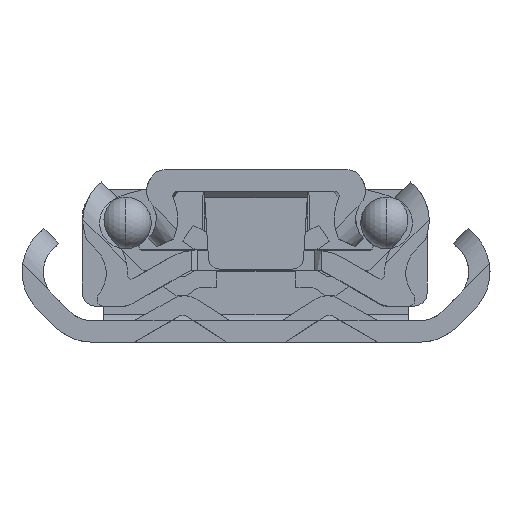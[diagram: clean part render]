
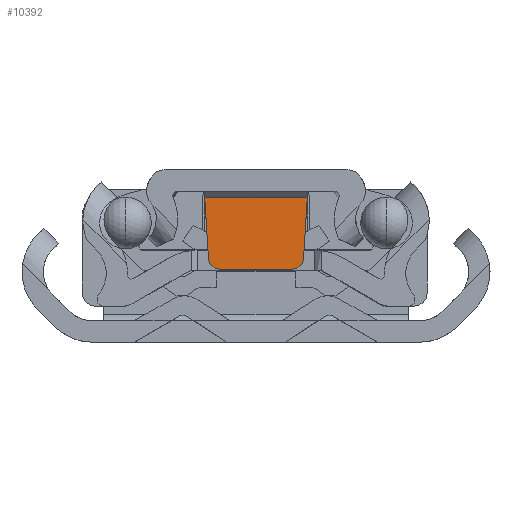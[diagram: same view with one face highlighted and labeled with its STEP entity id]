
A CAD part, left-side view. The second image highlights one B-rep face of the part: STEP entity #10392.
In plain terms, the highlighted planar face has unit normal (-1, 0, 0).
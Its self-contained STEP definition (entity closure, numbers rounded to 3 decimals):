
#117 = DIRECTION ( 'NONE',  ( 0., 1., 0. ) ) ;
#277 = ORIENTED_EDGE ( 'NONE', *, *, #9886, .F. ) ;
#375 = VERTEX_POINT ( 'NONE', #5896 ) ;
#977 = DIRECTION ( 'NONE',  ( 1., 0., 0. ) ) ;
#1077 = EDGE_CURVE ( 'NONE', #12448, #10858, #2291, .T. ) ;
#1195 = VERTEX_POINT ( 'NONE', #3760 ) ;
#1401 = DIRECTION ( 'NONE',  ( 1., 0., 0. ) ) ;
#2134 = LINE ( 'NONE', #13538, #13379 ) ;
#2221 = CARTESIAN_POINT ( 'NONE',  ( 4.4, -3.87, 10.9 ) ) ;
#2291 = LINE ( 'NONE', #8181, #6890 ) ;
#2437 = CIRCLE ( 'NONE', #2678, 0.8 ) ;
#2450 = AXIS2_PLACEMENT_3D ( 'NONE', #14482, #977, #6726 ) ;
#2458 = CARTESIAN_POINT ( 'NONE',  ( 4.4, 2.781, 6.3 ) ) ;
#2678 = AXIS2_PLACEMENT_3D ( 'NONE', #12265, #12192, #13152 ) ;
#2706 = VERTEX_POINT ( 'NONE', #8086 ) ;
#3067 = PLANE ( 'NONE',  #2450 ) ;
#3713 = EDGE_CURVE ( 'NONE', #4867, #1195, #2134, .T. ) ;
#3760 = CARTESIAN_POINT ( 'NONE',  ( 4.4, 3.87, 10.9 ) ) ;
#3897 = LINE ( 'NONE', #9231, #9788 ) ;
#4106 = FACE_OUTER_BOUND ( 'NONE', #4374, .T. ) ;
#4217 = DIRECTION ( 'NONE',  ( 0., 1., 0. ) ) ;
#4374 = EDGE_LOOP ( 'NONE', ( #6410, #10764, #6871, #10380, #6321, #277 ) ) ;
#4867 = VERTEX_POINT ( 'NONE', #2221 ) ;
#5896 = CARTESIAN_POINT ( 'NONE',  ( 4.4, 3.579, 6.25 ) ) ;
#6321 = ORIENTED_EDGE ( 'NONE', *, *, #1077, .F. ) ;
#6410 = ORIENTED_EDGE ( 'NONE', *, *, #7093, .T. ) ;
#6726 = DIRECTION ( 'NONE',  ( 0., 0., -1. ) ) ;
#6813 = EDGE_CURVE ( 'NONE', #375, #1195, #3897, .T. ) ;
#6871 = ORIENTED_EDGE ( 'NONE', *, *, #6813, .F. ) ;
#6890 = VECTOR ( 'NONE', #117, 1000. ) ;
#7045 = CIRCLE ( 'NONE', #9905, 0.8 ) ;
#7093 = EDGE_CURVE ( 'NONE', #2706, #4867, #11431, .T. ) ;
#7853 = DIRECTION ( 'NONE',  ( 0., -0.062, 0.998 ) ) ;
#8086 = CARTESIAN_POINT ( 'NONE',  ( 4.4, -3.579, 6.25 ) ) ;
#8181 = CARTESIAN_POINT ( 'NONE',  ( 4.4, 0., 5.5 ) ) ;
#8603 = VECTOR ( 'NONE', #7853, 1000. ) ;
#8999 = CARTESIAN_POINT ( 'NONE',  ( 4.4, -2.781, 5.5 ) ) ;
#9231 = CARTESIAN_POINT ( 'NONE',  ( 4.4, 3.176, -0.199 ) ) ;
#9788 = VECTOR ( 'NONE', #12660, 1000. ) ;
#9886 = EDGE_CURVE ( 'NONE', #2706, #12448, #2437, .T. ) ;
#9905 = AXIS2_PLACEMENT_3D ( 'NONE', #2458, #1401, #10661 ) ;
#10321 = CARTESIAN_POINT ( 'NONE',  ( 4.4, -3.176, -0.199 ) ) ;
#10380 = ORIENTED_EDGE ( 'NONE', *, *, #14632, .F. ) ;
#10392 = ADVANCED_FACE ( 'NONE', ( #4106 ), #3067, .F. ) ;
#10661 = DIRECTION ( 'NONE',  ( 0., 0., -1. ) ) ;
#10764 = ORIENTED_EDGE ( 'NONE', *, *, #3713, .T. ) ;
#10858 = VERTEX_POINT ( 'NONE', #12367 ) ;
#11431 = LINE ( 'NONE', #10321, #8603 ) ;
#12192 = DIRECTION ( 'NONE',  ( 1., 0., 0. ) ) ;
#12265 = CARTESIAN_POINT ( 'NONE',  ( 4.4, -2.781, 6.3 ) ) ;
#12367 = CARTESIAN_POINT ( 'NONE',  ( 4.4, 2.781, 5.5 ) ) ;
#12448 = VERTEX_POINT ( 'NONE', #8999 ) ;
#12660 = DIRECTION ( 'NONE',  ( 0., 0.062, 0.998 ) ) ;
#13152 = DIRECTION ( 'NONE',  ( 0., 0., -1. ) ) ;
#13379 = VECTOR ( 'NONE', #4217, 1000. ) ;
#13538 = CARTESIAN_POINT ( 'NONE',  ( 4.4, 3.901, 10.9 ) ) ;
#14482 = CARTESIAN_POINT ( 'NONE',  ( 4.4, 0., 0. ) ) ;
#14632 = EDGE_CURVE ( 'NONE', #10858, #375, #7045, .T. ) ;
